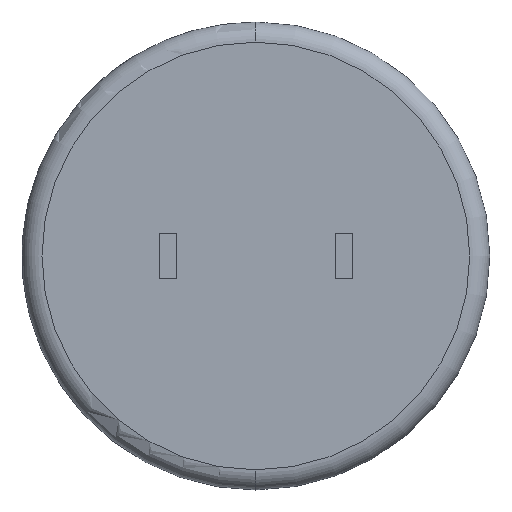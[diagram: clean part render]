
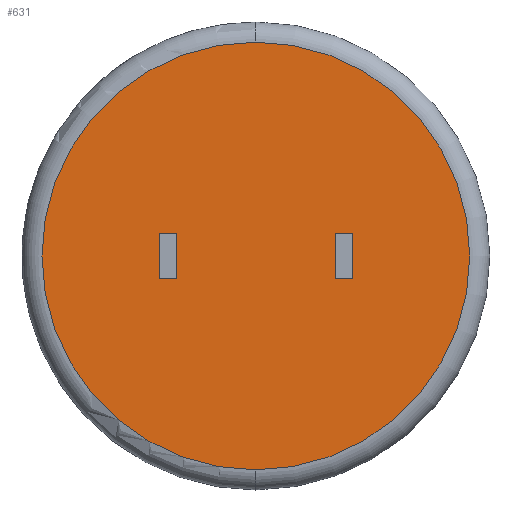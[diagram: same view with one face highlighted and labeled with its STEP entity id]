
A CAD part, front view. The second image highlights one B-rep face of the part: STEP entity #631.
In plain terms, the highlighted planar face has unit normal (0, -1, 0).
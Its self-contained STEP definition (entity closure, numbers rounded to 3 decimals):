
#5 = DIRECTION ( 'NONE',  ( 0., -1., 0. ) ) ;
#22 = VERTEX_POINT ( 'NONE', #1980 ) ;
#31 = EDGE_CURVE ( 'NONE', #358, #2426, #447, .T. ) ;
#77 = VECTOR ( 'NONE', #1812, 1000. ) ;
#101 = CARTESIAN_POINT ( 'NONE',  ( 0., 0., 0. ) ) ;
#121 = CARTESIAN_POINT ( 'NONE',  ( 2.79, 0., 0. ) ) ;
#130 = CARTESIAN_POINT ( 'NONE',  ( -2.79, 0., -0.65 ) ) ;
#156 = ORIENTED_EDGE ( 'NONE', *, *, #31, .T. ) ;
#158 = ORIENTED_EDGE ( 'NONE', *, *, #1466, .F. ) ;
#159 = VERTEX_POINT ( 'NONE', #1379 ) ;
#231 = CARTESIAN_POINT ( 'NONE',  ( 2.29, 0., -0.65 ) ) ;
#247 = VECTOR ( 'NONE', #745, 1000. ) ;
#285 = LINE ( 'NONE', #2697, #2716 ) ;
#286 = VERTEX_POINT ( 'NONE', #403 ) ;
#332 = CARTESIAN_POINT ( 'NONE',  ( -2.29, 0., 0.65 ) ) ;
#334 = VERTEX_POINT ( 'NONE', #2110 ) ;
#346 = EDGE_CURVE ( 'NONE', #22, #1479, #851, .T. ) ;
#358 = VERTEX_POINT ( 'NONE', #2513 ) ;
#380 = VERTEX_POINT ( 'NONE', #675 ) ;
#403 = CARTESIAN_POINT ( 'NONE',  ( -2.29, 0., -0.65 ) ) ;
#420 = DIRECTION ( 'NONE',  ( 0., 0., 1. ) ) ;
#431 = VERTEX_POINT ( 'NONE', #231 ) ;
#432 = ORIENTED_EDGE ( 'NONE', *, *, #824, .F. ) ;
#447 = LINE ( 'NONE', #933, #1798 ) ;
#455 = CARTESIAN_POINT ( 'NONE',  ( 0., 0., 0. ) ) ;
#518 = PLANE ( 'NONE',  #1996 ) ;
#522 = EDGE_LOOP ( 'NONE', ( #158, #2059, #2355, #1458 ) ) ;
#530 = DIRECTION ( 'NONE',  ( 0., 0., 1. ) ) ;
#541 = CARTESIAN_POINT ( 'NONE',  ( 2.29, 0., -0.65 ) ) ;
#631 = ADVANCED_FACE ( 'NONE', ( #1859, #2305, #2738 ), #518, .F. ) ;
#675 = CARTESIAN_POINT ( 'NONE',  ( 0., 0., -6.169 ) ) ;
#722 = LINE ( 'NONE', #332, #77 ) ;
#727 = CARTESIAN_POINT ( 'NONE',  ( -2.79, 0., 0. ) ) ;
#745 = DIRECTION ( 'NONE',  ( 0., 0., 1. ) ) ;
#800 = LINE ( 'NONE', #541, #1843 ) ;
#824 = EDGE_CURVE ( 'NONE', #2063, #286, #1631, .T. ) ;
#851 = LINE ( 'NONE', #2073, #2197 ) ;
#933 = CARTESIAN_POINT ( 'NONE',  ( -2.79, 0., 0.65 ) ) ;
#948 = DIRECTION ( 'NONE',  ( 1., 0., 0. ) ) ;
#958 = DIRECTION ( 'NONE',  ( 0., 1., 0. ) ) ;
#1060 = DIRECTION ( 'NONE',  ( 0., 0., 1. ) ) ;
#1083 = CARTESIAN_POINT ( 'NONE',  ( 0., 0., 0. ) ) ;
#1123 = ORIENTED_EDGE ( 'NONE', *, *, #1587, .T. ) ;
#1225 = LINE ( 'NONE', #121, #247 ) ;
#1273 = EDGE_CURVE ( 'NONE', #334, #22, #1225, .T. ) ;
#1342 = EDGE_CURVE ( 'NONE', #431, #334, #800, .T. ) ;
#1345 = LINE ( 'NONE', #727, #2135 ) ;
#1379 = CARTESIAN_POINT ( 'NONE',  ( 0., 0., 6.169 ) ) ;
#1416 = EDGE_LOOP ( 'NONE', ( #1123, #2221 ) ) ;
#1458 = ORIENTED_EDGE ( 'NONE', *, *, #1342, .F. ) ;
#1466 = EDGE_CURVE ( 'NONE', #1479, #431, #285, .T. ) ;
#1479 = VERTEX_POINT ( 'NONE', #2224 ) ;
#1544 = DIRECTION ( 'NONE',  ( 0., 0., 1. ) ) ;
#1577 = CIRCLE ( 'NONE', #2329, 6.169 ) ;
#1585 = DIRECTION ( 'NONE',  ( 1., 0., 0. ) ) ;
#1587 = EDGE_CURVE ( 'NONE', #159, #380, #1577, .T. ) ;
#1631 = LINE ( 'NONE', #130, #2710 ) ;
#1798 = VECTOR ( 'NONE', #948, 1000. ) ;
#1812 = DIRECTION ( 'NONE',  ( 0., 0., -1. ) ) ;
#1819 = CARTESIAN_POINT ( 'NONE',  ( -2.29, 0., 0.65 ) ) ;
#1843 = VECTOR ( 'NONE', #1585, 1000. ) ;
#1859 = FACE_OUTER_BOUND ( 'NONE', #1416, .T. ) ;
#1916 = DIRECTION ( 'NONE',  ( 0., -1., 0. ) ) ;
#1958 = EDGE_CURVE ( 'NONE', #380, #159, #2121, .T. ) ;
#1980 = CARTESIAN_POINT ( 'NONE',  ( 2.79, 0., 0.65 ) ) ;
#1996 = AXIS2_PLACEMENT_3D ( 'NONE', #101, #958, #530 ) ;
#2023 = ORIENTED_EDGE ( 'NONE', *, *, #2231, .T. ) ;
#2059 = ORIENTED_EDGE ( 'NONE', *, *, #346, .F. ) ;
#2063 = VERTEX_POINT ( 'NONE', #2565 ) ;
#2073 = CARTESIAN_POINT ( 'NONE',  ( 2.29, 0., 0.65 ) ) ;
#2085 = EDGE_LOOP ( 'NONE', ( #2465, #156, #2023, #432 ) ) ;
#2086 = DIRECTION ( 'NONE',  ( 0., 0., -1. ) ) ;
#2105 = DIRECTION ( 'NONE',  ( 1., 0., 0. ) ) ;
#2110 = CARTESIAN_POINT ( 'NONE',  ( 2.79, 0., -0.65 ) ) ;
#2121 = CIRCLE ( 'NONE', #2553, 6.169 ) ;
#2135 = VECTOR ( 'NONE', #1544, 1000. ) ;
#2197 = VECTOR ( 'NONE', #2734, 1000. ) ;
#2221 = ORIENTED_EDGE ( 'NONE', *, *, #1958, .T. ) ;
#2224 = CARTESIAN_POINT ( 'NONE',  ( 2.29, 0., 0.65 ) ) ;
#2231 = EDGE_CURVE ( 'NONE', #2426, #286, #722, .T. ) ;
#2305 = FACE_BOUND ( 'NONE', #2085, .T. ) ;
#2329 = AXIS2_PLACEMENT_3D ( 'NONE', #1083, #5, #420 ) ;
#2355 = ORIENTED_EDGE ( 'NONE', *, *, #1273, .F. ) ;
#2426 = VERTEX_POINT ( 'NONE', #1819 ) ;
#2465 = ORIENTED_EDGE ( 'NONE', *, *, #2635, .T. ) ;
#2513 = CARTESIAN_POINT ( 'NONE',  ( -2.79, 0., 0.65 ) ) ;
#2553 = AXIS2_PLACEMENT_3D ( 'NONE', #455, #1916, #1060 ) ;
#2565 = CARTESIAN_POINT ( 'NONE',  ( -2.79, 0., -0.65 ) ) ;
#2635 = EDGE_CURVE ( 'NONE', #2063, #358, #1345, .T. ) ;
#2697 = CARTESIAN_POINT ( 'NONE',  ( 2.29, 0., -0.65 ) ) ;
#2710 = VECTOR ( 'NONE', #2105, 1000. ) ;
#2716 = VECTOR ( 'NONE', #2086, 1000. ) ;
#2734 = DIRECTION ( 'NONE',  ( -1., 0., 0. ) ) ;
#2738 = FACE_BOUND ( 'NONE', #522, .T. ) ;
